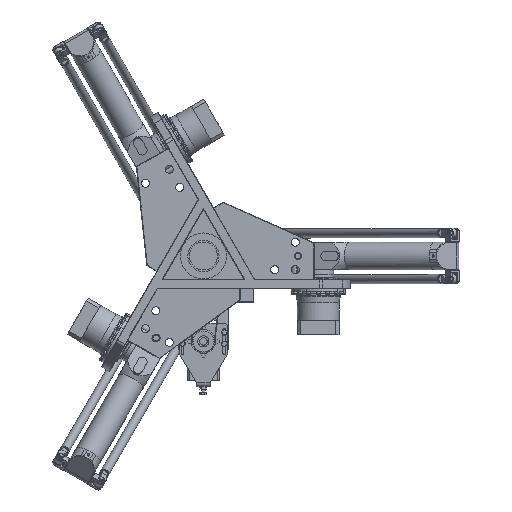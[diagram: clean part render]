
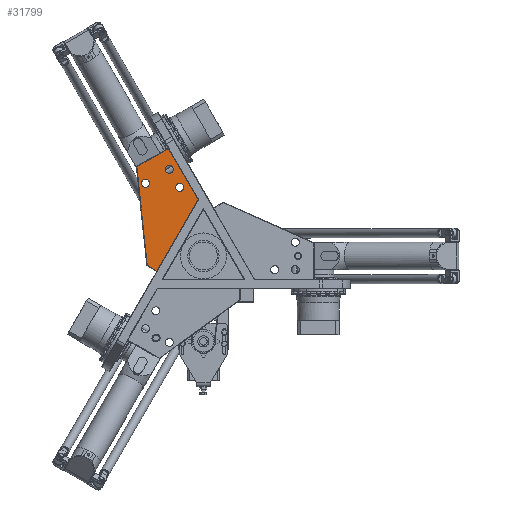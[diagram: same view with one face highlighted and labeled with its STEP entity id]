
A CAD part, top view. The second image highlights one B-rep face of the part: STEP entity #31799.
In plain terms, the highlighted planar face has unit normal (0, 0, 1).
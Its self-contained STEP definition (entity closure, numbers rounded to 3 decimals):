
#920=FACE_BOUND('',#5909,.T.);
#921=FACE_BOUND('',#5910,.T.);
#922=FACE_BOUND('',#5911,.T.);
#2077=PLANE('',#34796);
#3629=FACE_OUTER_BOUND('',#5908,.T.);
#5908=EDGE_LOOP('',(#26520,#26521,#26522,#26523,#26524));
#5909=EDGE_LOOP('',(#26525));
#5910=EDGE_LOOP('',(#26526));
#5911=EDGE_LOOP('',(#26527));
#7859=CIRCLE('',#34797,8.75);
#7860=CIRCLE('',#34798,8.75);
#7861=CIRCLE('',#34799,8.75);
#10445=LINE('',#58222,#13110);
#10448=LINE('',#58227,#13113);
#10458=LINE('',#58245,#13123);
#10462=LINE('',#58252,#13127);
#10466=LINE('',#58259,#13131);
#13110=VECTOR('',#42157,10.);
#13113=VECTOR('',#42164,10.);
#13123=VECTOR('',#42182,10.);
#13127=VECTOR('',#42190,10.);
#13131=VECTOR('',#42196,10.);
#15711=VERTEX_POINT('',#58197);
#15717=VERTEX_POINT('',#58211);
#15720=VERTEX_POINT('',#58218);
#15725=VERTEX_POINT('',#58243);
#15726=VERTEX_POINT('',#58251);
#15729=VERTEX_POINT('',#58260);
#15730=VERTEX_POINT('',#58262);
#15731=VERTEX_POINT('',#58264);
#19529=EDGE_CURVE('',#15717,#15720,#10445,.T.);
#19532=EDGE_CURVE('',#15711,#15717,#10448,.T.);
#19542=EDGE_CURVE('',#15725,#15711,#10458,.T.);
#19546=EDGE_CURVE('',#15726,#15720,#10462,.T.);
#19550=EDGE_CURVE('',#15725,#15726,#10466,.T.);
#19551=EDGE_CURVE('',#15729,#15729,#7859,.T.);
#19552=EDGE_CURVE('',#15730,#15730,#7860,.T.);
#19553=EDGE_CURVE('',#15731,#15731,#7861,.T.);
#26520=ORIENTED_EDGE('',*,*,#19529,.F.);
#26521=ORIENTED_EDGE('',*,*,#19532,.F.);
#26522=ORIENTED_EDGE('',*,*,#19542,.F.);
#26523=ORIENTED_EDGE('',*,*,#19550,.T.);
#26524=ORIENTED_EDGE('',*,*,#19546,.T.);
#26525=ORIENTED_EDGE('',*,*,#19551,.T.);
#26526=ORIENTED_EDGE('',*,*,#19552,.T.);
#26527=ORIENTED_EDGE('',*,*,#19553,.T.);
#31799=ADVANCED_FACE('',(#3629,#920,#921,#922),#2077,.T.);
#34796=AXIS2_PLACEMENT_3D('',#58258,#42194,#42195);
#34797=AXIS2_PLACEMENT_3D('',#58261,#42197,#42198);
#34798=AXIS2_PLACEMENT_3D('',#58263,#42199,#42200);
#34799=AXIS2_PLACEMENT_3D('',#58265,#42201,#42202);
#42157=DIRECTION('',(-0.866,0.5,0.));
#42164=DIRECTION('',(-0.809,-0.588,0.));
#42182=DIRECTION('',(0.,-1.,0.));
#42190=DIRECTION('',(-0.5,-0.866,0.));
#42194=DIRECTION('center_axis',(0.,0.,
1.));
#42195=DIRECTION('ref_axis',(1.,0.,0.));
#42196=DIRECTION('',(-1.,0.,0.));
#42197=DIRECTION('center_axis',(0.,0.,
-1.));
#42198=DIRECTION('ref_axis',(-1.,0.,0.));
#42199=DIRECTION('center_axis',(0.,0.,
-1.));
#42200=DIRECTION('ref_axis',(-1.,0.,0.));
#42201=DIRECTION('center_axis',(0.,0.,
-1.));
#42202=DIRECTION('ref_axis',(-1.,0.,0.));
#58197=CARTESIAN_POINT('',(78.61,-95.602,101.));
#58211=CARTESIAN_POINT('',(-95.663,-222.393,101.));
#58218=CARTESIAN_POINT('',(-164.382,-182.718,101.));
#58222=CARTESIAN_POINT('',(-131.403,-201.758,101.));
#58227=CARTESIAN_POINT('',(-57.878,-194.903,101.));
#58243=CARTESIAN_POINT('',(78.61,-71.,101.));
#58245=CARTESIAN_POINT('',(78.61,-113.25,101.));
#58251=CARTESIAN_POINT('',(-99.882,-71.,101.));
#58252=CARTESIAN_POINT('',(-99.882,-71.,101.));
#58258=CARTESIAN_POINT('Origin',(-46.226,-130.389,101.));
#58259=CARTESIAN_POINT('',(79.61,-71.,101.));
#58260=CARTESIAN_POINT('',(-117.23,-158.204,101.));
#58261=CARTESIAN_POINT('Origin',(-125.98,-158.204,101.));
#58262=CARTESIAN_POINT('',(-65.269,-188.204,101.));
#58263=CARTESIAN_POINT('Origin',(-74.019,-188.204,101.));
#58264=CARTESIAN_POINT('',(-94.73,-119.233,101.));
#58265=CARTESIAN_POINT('Origin',(-103.48,-119.233,101.));
